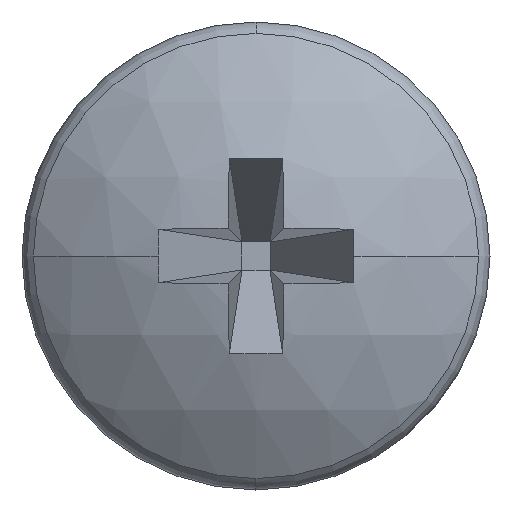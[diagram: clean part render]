
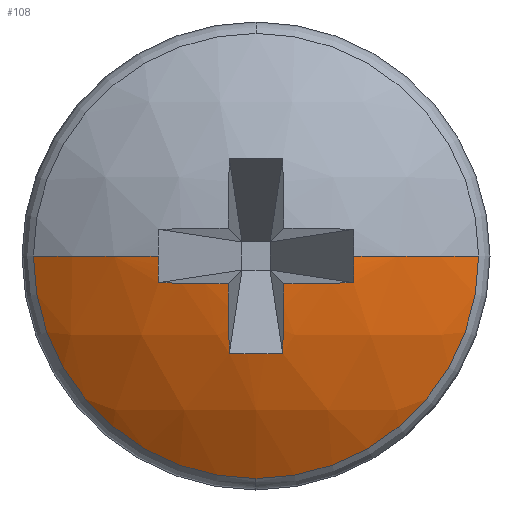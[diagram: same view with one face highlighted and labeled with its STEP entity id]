
A CAD part, left-side view. The second image highlights one B-rep face of the part: STEP entity #108.
In plain terms, the highlighted spherical face has radius 3.2 mm.
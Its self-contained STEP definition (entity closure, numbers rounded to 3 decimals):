
#2 = AXIS2_PLACEMENT_3D ( 'NONE', #56, #113, #319 ) ;
#6 = AXIS2_PLACEMENT_3D ( 'NONE', #167, #384, #11 ) ;
#7 = CIRCLE ( 'NONE', #407, 3.199 ) ;
#11 = DIRECTION ( 'NONE',  ( 0.995, 0., 0.1 ) ) ;
#13 = CARTESIAN_POINT ( 'NONE',  ( 0.118, 0.228, -0.831 ) ) ;
#18 = CARTESIAN_POINT ( 'NONE',  ( 3.2, 0., 0. ) ) ;
#23 = CARTESIAN_POINT ( 'NONE',  ( 2.64, 0.843, 0. ) ) ;
#25 = CIRCLE ( 'NONE', #403, 3.2 ) ;
#32 = FACE_OUTER_BOUND ( 'NONE', #231, .T. ) ;
#34 = ORIENTED_EDGE ( 'NONE', *, *, #190, .F. ) ;
#36 = AXIS2_PLACEMENT_3D ( 'NONE', #102, #420, #323 ) ;
#46 = VERTEX_POINT ( 'NONE', #369 ) ;
#52 = CIRCLE ( 'NONE', #198, 3.036 ) ;
#53 = ORIENTED_EDGE ( 'NONE', *, *, #58, .T. ) ;
#56 = CARTESIAN_POINT ( 'NONE',  ( 3.192, 0., 0.082 ) ) ;
#58 = EDGE_CURVE ( 'NONE', #223, #545, #678, .T. ) ;
#60 = ORIENTED_EDGE ( 'NONE', *, *, #455, .F. ) ;
#67 = CIRCLE ( 'NONE', #278, 3.2 ) ;
#71 = CARTESIAN_POINT ( 'NONE',  ( 0.627, 0., -1.903 ) ) ;
#82 = EDGE_CURVE ( 'NONE', #422, #515, #452, .T. ) ;
#101 = AXIS2_PLACEMENT_3D ( 'NONE', #628, #447, #258 ) ;
#102 = CARTESIAN_POINT ( 'NONE',  ( 3.192, 0.082, 0. ) ) ;
#103 = CIRCLE ( 'NONE', #364, 3.036 ) ;
#108 = ADVANCED_FACE ( 'NONE', ( #32 ), #247, .T. ) ;
#113 = DIRECTION ( 'NONE',  ( -0.1, 0., 0.995 ) ) ;
#129 = DIRECTION ( 'NONE',  ( 0., 0., -1. ) ) ;
#131 = DIRECTION ( 'NONE',  ( 1., 0., 0. ) ) ;
#132 = ORIENTED_EDGE ( 'NONE', *, *, #159, .T. ) ;
#134 = DIRECTION ( 'NONE',  ( -0.833, 0.553, 0. ) ) ;
#138 = EDGE_CURVE ( 'NONE', #630, #715, #52, .T. ) ;
#143 = AXIS2_PLACEMENT_3D ( 'NONE', #346, #296, #616 ) ;
#155 = DIRECTION ( 'NONE',  ( -0.1, -0.995, 0. ) ) ;
#159 = EDGE_CURVE ( 'NONE', #294, #165, #301, .T. ) ;
#165 = VERTEX_POINT ( 'NONE', #575 ) ;
#167 = CARTESIAN_POINT ( 'NONE',  ( 3.192, 0., 0.082 ) ) ;
#178 = ORIENTED_EDGE ( 'NONE', *, *, #560, .T. ) ;
#179 = CARTESIAN_POINT ( 'NONE',  ( 0.118, -0.228, -0.831 ) ) ;
#180 = EDGE_CURVE ( 'NONE', #519, #515, #103, .T. ) ;
#190 = EDGE_CURVE ( 'NONE', #223, #165, #67, .T. ) ;
#198 = AXIS2_PLACEMENT_3D ( 'NONE', #348, #690, #641 ) ;
#223 = VERTEX_POINT ( 'NONE', #638 ) ;
#226 = CIRCLE ( 'NONE', #2, 3.199 ) ;
#231 = EDGE_LOOP ( 'NONE', ( #53, #541, #178, #527, #525, #60, #416, #435, #484, #132, #34 ) ) ;
#247 = SPHERICAL_SURFACE ( 'NONE', #101, 3.2 ) ;
#258 = DIRECTION ( 'NONE',  ( 0., 1., 0. ) ) ;
#278 = AXIS2_PLACEMENT_3D ( 'NONE', #518, #686, #131 ) ;
#294 = VERTEX_POINT ( 'NONE', #625 ) ;
#296 = DIRECTION ( 'NONE',  ( -1., 0., 0. ) ) ;
#301 = CIRCLE ( 'NONE', #701, 3.036 ) ;
#314 = DIRECTION ( 'NONE',  ( 0.553, -0.833, 0. ) ) ;
#319 = DIRECTION ( 'NONE',  ( 0.995, 0., 0.1 ) ) ;
#323 = DIRECTION ( 'NONE',  ( -0.995, -0.1, 0. ) ) ;
#328 = CARTESIAN_POINT ( 'NONE',  ( 0.018, -0.238, -0.238 ) ) ;
#346 = CARTESIAN_POINT ( 'NONE',  ( 0.627, 0., 0. ) ) ;
#348 = CARTESIAN_POINT ( 'NONE',  ( 2.64, 0., 0.843 ) ) ;
#352 = CARTESIAN_POINT ( 'NONE',  ( 2.64, -0.843, 0. ) ) ;
#364 = AXIS2_PLACEMENT_3D ( 'NONE', #23, #314, #582 ) ;
#369 = CARTESIAN_POINT ( 'NONE',  ( 0.627, -1.903, 0. ) ) ;
#384 = DIRECTION ( 'NONE',  ( -0.1, 0., 0.995 ) ) ;
#398 = EDGE_CURVE ( 'NONE', #544, #715, #7, .T. ) ;
#403 = AXIS2_PLACEMENT_3D ( 'NONE', #18, #129, #658 ) ;
#407 = AXIS2_PLACEMENT_3D ( 'NONE', #417, #155, #546 ) ;
#412 = EDGE_CURVE ( 'NONE', #294, #544, #226, .T. ) ;
#416 = ORIENTED_EDGE ( 'NONE', *, *, #138, .T. ) ;
#417 = CARTESIAN_POINT ( 'NONE',  ( 3.192, -0.082, 0. ) ) ;
#420 = DIRECTION ( 'NONE',  ( -0.1, 0.995, 0. ) ) ;
#422 = VERTEX_POINT ( 'NONE', #328 ) ;
#434 = CARTESIAN_POINT ( 'NONE',  ( 0.018, 0.238, -0.238 ) ) ;
#435 = ORIENTED_EDGE ( 'NONE', *, *, #398, .F. ) ;
#447 = DIRECTION ( 'NONE',  ( 0., 0., -1. ) ) ;
#452 = CIRCLE ( 'NONE', #6, 3.199 ) ;
#454 = CIRCLE ( 'NONE', #36, 3.199 ) ;
#455 = EDGE_CURVE ( 'NONE', #630, #422, #454, .T. ) ;
#464 = DIRECTION ( 'NONE',  ( 0.553, 0.833, 0. ) ) ;
#472 = CARTESIAN_POINT ( 'NONE',  ( 0.118, -0.831, -0.228 ) ) ;
#484 = ORIENTED_EDGE ( 'NONE', *, *, #412, .F. ) ;
#515 = VERTEX_POINT ( 'NONE', #472 ) ;
#518 = CARTESIAN_POINT ( 'NONE',  ( 3.2, 0., 0. ) ) ;
#519 = VERTEX_POINT ( 'NONE', #712 ) ;
#525 = ORIENTED_EDGE ( 'NONE', *, *, #82, .F. ) ;
#527 = ORIENTED_EDGE ( 'NONE', *, *, #180, .T. ) ;
#530 = CIRCLE ( 'NONE', #143, 1.903 ) ;
#541 = ORIENTED_EDGE ( 'NONE', *, *, #676, .T. ) ;
#544 = VERTEX_POINT ( 'NONE', #434 ) ;
#545 = VERTEX_POINT ( 'NONE', #71 ) ;
#546 = DIRECTION ( 'NONE',  ( 0.995, -0.1, 0. ) ) ;
#559 = CARTESIAN_POINT ( 'NONE',  ( 0.627, 0., 0. ) ) ;
#560 = EDGE_CURVE ( 'NONE', #46, #519, #25, .T. ) ;
#575 = CARTESIAN_POINT ( 'NONE',  ( 0.111, 0.836, 0. ) ) ;
#582 = DIRECTION ( 'NONE',  ( 0.833, 0.553, 0. ) ) ;
#614 = AXIS2_PLACEMENT_3D ( 'NONE', #559, #657, #618 ) ;
#616 = DIRECTION ( 'NONE',  ( 0., 0., 1. ) ) ;
#618 = DIRECTION ( 'NONE',  ( 0., 0., 1. ) ) ;
#625 = CARTESIAN_POINT ( 'NONE',  ( 0.118, 0.831, -0.228 ) ) ;
#628 = CARTESIAN_POINT ( 'NONE',  ( 3.2, 0., 0. ) ) ;
#630 = VERTEX_POINT ( 'NONE', #179 ) ;
#638 = CARTESIAN_POINT ( 'NONE',  ( 0.627, 1.903, 0. ) ) ;
#641 = DIRECTION ( 'NONE',  ( -0.833, 0., -0.553 ) ) ;
#657 = DIRECTION ( 'NONE',  ( -1., 0., 0. ) ) ;
#658 = DIRECTION ( 'NONE',  ( 0., 1., 0. ) ) ;
#676 = EDGE_CURVE ( 'NONE', #545, #46, #530, .T. ) ;
#678 = CIRCLE ( 'NONE', #614, 1.903 ) ;
#686 = DIRECTION ( 'NONE',  ( 0., 0., 1. ) ) ;
#690 = DIRECTION ( 'NONE',  ( 0.553, 0., -0.833 ) ) ;
#701 = AXIS2_PLACEMENT_3D ( 'NONE', #352, #464, #134 ) ;
#712 = CARTESIAN_POINT ( 'NONE',  ( 0.111, -0.836, 0. ) ) ;
#715 = VERTEX_POINT ( 'NONE', #13 ) ;
